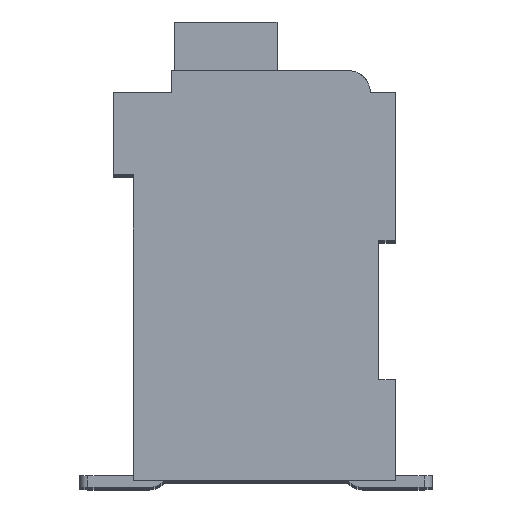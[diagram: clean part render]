
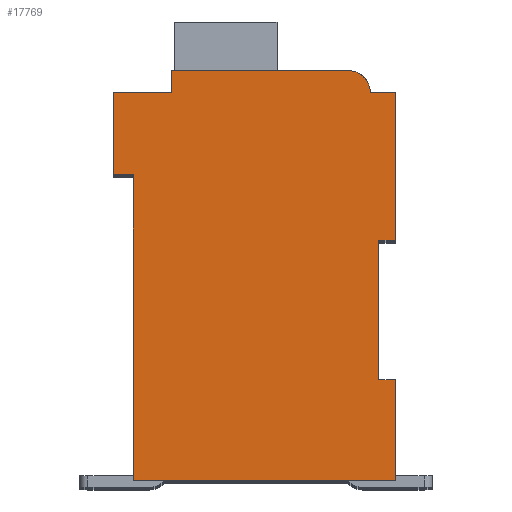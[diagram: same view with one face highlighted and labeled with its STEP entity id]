
A CAD part, top view. The second image highlights one B-rep face of the part: STEP entity #17769.
In plain terms, the highlighted planar face has unit normal (0, 0, 1).
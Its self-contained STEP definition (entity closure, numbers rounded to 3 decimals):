
#1826=DIRECTION('',(1.,0.,0.));
#1827=VECTOR('',#1826,0.5);
#1828=CARTESIAN_POINT('',(7.3,7.15,2.1));
#1829=LINE('',#1828,#1827);
#1830=DIRECTION('',(0.,1.,0.));
#1831=VECTOR('',#1830,4.15);
#1832=CARTESIAN_POINT('',(7.3,3.,2.1));
#1833=LINE('',#1832,#1831);
#1834=DIRECTION('',(-1.,0.,0.));
#1835=VECTOR('',#1834,0.5);
#1836=CARTESIAN_POINT('',(7.8,3.,2.1));
#1837=LINE('',#1836,#1835);
#1838=DIRECTION('',(0.,1.,0.));
#1839=VECTOR('',#1838,3.);
#1840=CARTESIAN_POINT('',(7.8,0.,2.1));
#1841=LINE('',#1840,#1839);
#1842=DIRECTION('',(1.,0.,0.));
#1843=VECTOR('',#1842,7.8);
#1844=CARTESIAN_POINT('',(0.,0.,2.1));
#1845=LINE('',#1844,#1843);
#1846=DIRECTION('',(0.,-1.,0.));
#1847=VECTOR('',#1846,9.1);
#1848=CARTESIAN_POINT('',(0.,9.1,2.1));
#1849=LINE('',#1848,#1847);
#1850=DIRECTION('',(1.,0.,0.));
#1851=VECTOR('',#1850,0.6);
#1852=CARTESIAN_POINT('',(-0.6,9.1,2.1));
#1853=LINE('',#1852,#1851);
#1854=DIRECTION('',(0.,-1.,0.));
#1855=VECTOR('',#1854,2.45);
#1856=CARTESIAN_POINT('',(-0.6,11.55,2.1));
#1857=LINE('',#1856,#1855);
#1858=DIRECTION('',(-1.,0.,0.));
#1859=VECTOR('',#1858,1.75);
#1860=CARTESIAN_POINT('',(1.15,11.55,2.1));
#1861=LINE('',#1860,#1859);
#1862=DIRECTION('',(0.,-1.,0.));
#1863=VECTOR('',#1862,0.65);
#1864=CARTESIAN_POINT('',(1.15,12.2,2.1));
#1865=LINE('',#1864,#1863);
#1866=DIRECTION('',(-1.,0.,0.));
#1867=VECTOR('',#1866,5.25);
#1868=CARTESIAN_POINT('',(6.4,12.2,2.1));
#1869=LINE('',#1868,#1867);
#1870=CARTESIAN_POINT('',(6.4,11.55,2.1));
#1871=DIRECTION('',(0.,0.,1.));
#1872=DIRECTION('',(1.,0.,0.));
#1873=AXIS2_PLACEMENT_3D('',#1870,#1871,#1872);
#1875=DIRECTION('',(-1.,0.,0.));
#1876=VECTOR('',#1875,0.75);
#1877=CARTESIAN_POINT('',(7.8,11.55,2.1));
#1878=LINE('',#1877,#1876);
#1879=DIRECTION('',(0.,1.,0.));
#1880=VECTOR('',#1879,4.4);
#1881=CARTESIAN_POINT('',(7.8,7.15,2.1));
#1882=LINE('',#1881,#1880);
#12275=CARTESIAN_POINT('',(7.3,7.15,2.1));
#12276=CARTESIAN_POINT('',(7.8,7.15,2.1));
#12277=VERTEX_POINT('',#12275);
#12278=VERTEX_POINT('',#12276);
#12279=CARTESIAN_POINT('',(7.8,11.55,2.1));
#12280=VERTEX_POINT('',#12279);
#12281=CARTESIAN_POINT('',(7.05,11.55,2.1));
#12282=VERTEX_POINT('',#12281);
#12283=CARTESIAN_POINT('',(6.4,12.2,2.1));
#12284=VERTEX_POINT('',#12283);
#12285=CARTESIAN_POINT('',(1.15,12.2,2.1));
#12286=VERTEX_POINT('',#12285);
#12287=CARTESIAN_POINT('',(1.15,11.55,2.1));
#12288=VERTEX_POINT('',#12287);
#12289=CARTESIAN_POINT('',(-0.6,11.55,2.1));
#12290=VERTEX_POINT('',#12289);
#12291=CARTESIAN_POINT('',(-0.6,9.1,2.1));
#12292=VERTEX_POINT('',#12291);
#12293=CARTESIAN_POINT('',(0.,9.1,2.1));
#12294=VERTEX_POINT('',#12293);
#12295=CARTESIAN_POINT('',(0.,0.,2.1));
#12296=VERTEX_POINT('',#12295);
#12297=CARTESIAN_POINT('',(7.8,0.,2.1));
#12298=VERTEX_POINT('',#12297);
#12299=CARTESIAN_POINT('',(7.8,3.,2.1));
#12300=VERTEX_POINT('',#12299);
#12301=CARTESIAN_POINT('',(7.3,3.,2.1));
#12302=VERTEX_POINT('',#12301);
#17739=CARTESIAN_POINT('',(0.,0.,2.1));
#17740=DIRECTION('',(0.,0.,1.));
#17741=DIRECTION('',(1.,0.,0.));
#17742=AXIS2_PLACEMENT_3D('',#17739,#17740,#17741);
#17743=PLANE('',#17742);
#17744=ORIENTED_EDGE('',*,*,#16092,.F.);
#17745=ORIENTED_EDGE('',*,*,#16714,.F.);
#17747=ORIENTED_EDGE('',*,*,#17746,.F.);
#17749=ORIENTED_EDGE('',*,*,#17748,.F.);
#17750=ORIENTED_EDGE('',*,*,#17063,.F.);
#17751=ORIENTED_EDGE('',*,*,#16948,.F.);
#17753=ORIENTED_EDGE('',*,*,#17752,.F.);
#17755=ORIENTED_EDGE('',*,*,#17754,.F.);
#17757=ORIENTED_EDGE('',*,*,#17756,.F.);
#17759=ORIENTED_EDGE('',*,*,#17758,.F.);
#17761=ORIENTED_EDGE('',*,*,#17760,.F.);
#17763=ORIENTED_EDGE('',*,*,#17762,.F.);
#17765=ORIENTED_EDGE('',*,*,#17764,.F.);
#17766=ORIENTED_EDGE('',*,*,#16430,.F.);
#17767=EDGE_LOOP('',(#17744,#17745,#17747,#17749,#17750,#17751,#17753,#17755,
#17757,#17759,#17761,#17763,#17765,#17766));
#17768=FACE_OUTER_BOUND('',#17767,.F.);
#1874=CIRCLE('',#1873,0.65);
#16092=EDGE_CURVE('',#12277,#12278,#1829,.T.);
#16430=EDGE_CURVE('',#12278,#12280,#1882,.T.);
#16714=EDGE_CURVE('',#12302,#12277,#1833,.T.);
#16948=EDGE_CURVE('',#12294,#12296,#1849,.T.);
#17063=EDGE_CURVE('',#12296,#12298,#1845,.T.);
#17746=EDGE_CURVE('',#12300,#12302,#1837,.T.);
#17748=EDGE_CURVE('',#12298,#12300,#1841,.T.);
#17752=EDGE_CURVE('',#12292,#12294,#1853,.T.);
#17754=EDGE_CURVE('',#12290,#12292,#1857,.T.);
#17756=EDGE_CURVE('',#12288,#12290,#1861,.T.);
#17758=EDGE_CURVE('',#12286,#12288,#1865,.T.);
#17760=EDGE_CURVE('',#12284,#12286,#1869,.T.);
#17762=EDGE_CURVE('',#12282,#12284,#1874,.T.);
#17764=EDGE_CURVE('',#12280,#12282,#1878,.T.);
#17769=ADVANCED_FACE('',(#17768),#17743,.T.);
